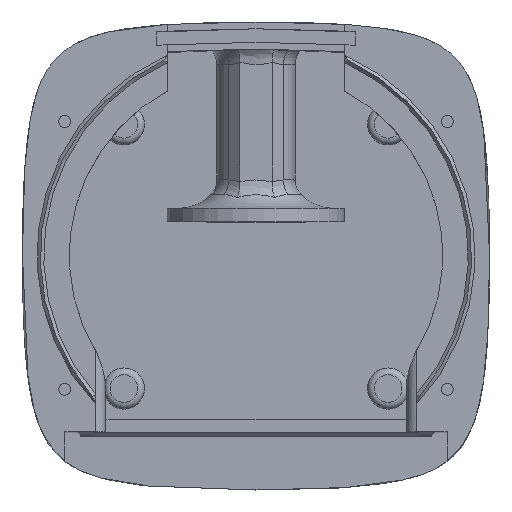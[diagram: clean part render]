
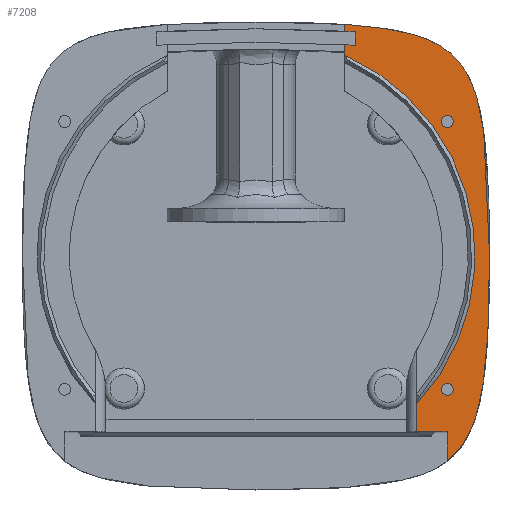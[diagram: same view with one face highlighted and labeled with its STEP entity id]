
A CAD part, top view. The second image highlights one B-rep face of the part: STEP entity #7208.
In plain terms, the highlighted planar face has unit normal (0, 0, 1).
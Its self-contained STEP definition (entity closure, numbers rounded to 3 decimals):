
#132=FACE_BOUND('',#2233,.T.);
#133=FACE_BOUND('',#2234,.T.);
#169=PLANE('',#7670);
#466=LINE('',#11045,#1125);
#467=LINE('',#11047,#1126);
#468=LINE('',#11049,#1127);
#469=LINE('',#11059,#1128);
#470=LINE('',#11066,#1129);
#471=LINE('',#11075,#1130);
#1125=VECTOR('',#8358,10.);
#1126=VECTOR('',#8359,10.);
#1127=VECTOR('',#8360,10.);
#1128=VECTOR('',#8361,10.);
#1129=VECTOR('',#8362,10.);
#1130=VECTOR('',#8363,10.);
#1804=FACE_OUTER_BOUND('',#2232,.T.);
#2232=EDGE_LOOP('',(#5177,#5178,#5179,#5180,#5181,#5182,#5183,#5184,#5185,
#5186,#5187));
#2233=EDGE_LOOP('',(#5188));
#2234=EDGE_LOOP('',(#5189));
#2681=CIRCLE('',#7667,51.6);
#2683=CIRCLE('',#7671,1.4);
#2684=CIRCLE('',#7672,1.4);
#2837=(
BOUNDED_CURVE()
B_SPLINE_CURVE(2,(#11051,#11052,#11053),.UNSPECIFIED.,.F.,.F.)
B_SPLINE_CURVE_WITH_KNOTS((3,3),(-5.216,0.),.UNSPECIFIED.)
CURVE()
GEOMETRIC_REPRESENTATION_ITEM()
RATIONAL_B_SPLINE_CURVE((1.66,1.733,1.))
REPRESENTATION_ITEM('')
);
#2838=(
BOUNDED_CURVE()
B_SPLINE_CURVE(2,(#11055,#11056,#11057),.UNSPECIFIED.,.F.,.F.)
B_SPLINE_CURVE_WITH_KNOTS((3,3),(-9.494,-1.076),
 .UNSPECIFIED.)
CURVE()
GEOMETRIC_REPRESENTATION_ITEM()
RATIONAL_B_SPLINE_CURVE((1.,2.182,1.268))
REPRESENTATION_ITEM('')
);
#2903=B_SPLINE_CURVE_WITH_KNOTS('',3,(#11061,#11062,#11063,#11064),
 .UNSPECIFIED.,.F.,.F.,(4,4),(1.084,1.275),
 .UNSPECIFIED.);
#2904=B_SPLINE_CURVE_WITH_KNOTS('',3,(#11068,#11069,#11070,#11071,#11072,
#11073,#11074),.UNSPECIFIED.,.F.,.F.,(4,3,4),(-1.297,-1.261,
-1.1),.UNSPECIFIED.);
#3231=VERTEX_POINT('',#11011);
#3236=VERTEX_POINT('',#11030);
#3239=VERTEX_POINT('',#11044);
#3240=VERTEX_POINT('',#11046);
#3241=VERTEX_POINT('',#11048);
#3242=VERTEX_POINT('',#11050);
#3243=VERTEX_POINT('',#11054);
#3244=VERTEX_POINT('',#11058);
#3245=VERTEX_POINT('',#11060);
#3246=VERTEX_POINT('',#11065);
#3247=VERTEX_POINT('',#11067);
#3248=VERTEX_POINT('',#11076);
#3249=VERTEX_POINT('',#11078);
#3986=EDGE_CURVE('',#3236,#3231,#2681,.T.);
#3990=EDGE_CURVE('',#3231,#3239,#466,.T.);
#3991=EDGE_CURVE('',#3239,#3240,#467,.T.);
#3992=EDGE_CURVE('',#3240,#3241,#468,.T.);
#3993=EDGE_CURVE('',#3241,#3242,#2837,.T.);
#3994=EDGE_CURVE('',#3242,#3243,#2838,.T.);
#3995=EDGE_CURVE('',#3243,#3244,#469,.T.);
#3996=EDGE_CURVE('',#3244,#3245,#2903,.T.);
#3997=EDGE_CURVE('',#3245,#3246,#470,.T.);
#3998=EDGE_CURVE('',#3246,#3247,#2904,.T.);
#3999=EDGE_CURVE('',#3247,#3236,#471,.T.);
#4000=EDGE_CURVE('',#3248,#3248,#2683,.T.);
#4001=EDGE_CURVE('',#3249,#3249,#2684,.T.);
#5177=ORIENTED_EDGE('',*,*,#3986,.T.);
#5178=ORIENTED_EDGE('',*,*,#3990,.T.);
#5179=ORIENTED_EDGE('',*,*,#3991,.T.);
#5180=ORIENTED_EDGE('',*,*,#3992,.T.);
#5181=ORIENTED_EDGE('',*,*,#3993,.T.);
#5182=ORIENTED_EDGE('',*,*,#3994,.T.);
#5183=ORIENTED_EDGE('',*,*,#3995,.T.);
#5184=ORIENTED_EDGE('',*,*,#3996,.T.);
#5185=ORIENTED_EDGE('',*,*,#3997,.T.);
#5186=ORIENTED_EDGE('',*,*,#3998,.T.);
#5187=ORIENTED_EDGE('',*,*,#3999,.T.);
#5188=ORIENTED_EDGE('',*,*,#4000,.T.);
#5189=ORIENTED_EDGE('',*,*,#4001,.T.);
#7208=ADVANCED_FACE('',(#1804,#132,#133),#169,.T.);
#7667=AXIS2_PLACEMENT_3D('',#11036,#8348,#8349);
#7670=AXIS2_PLACEMENT_3D('',#11043,#8356,#8357);
#7671=AXIS2_PLACEMENT_3D('',#11077,#8364,#8365);
#7672=AXIS2_PLACEMENT_3D('',#11079,#8366,#8367);
#8348=DIRECTION('center_axis',(0.,0.,-1.));
#8349=DIRECTION('ref_axis',(0.731,-0.683,0.));
#8356=DIRECTION('center_axis',(0.,0.,1.));
#8357=DIRECTION('ref_axis',(1.,0.,0.));
#8358=DIRECTION('',(0.,-1.,0.));
#8359=DIRECTION('',(1.,0.,0.));
#8360=DIRECTION('',(0.,-1.,0.));
#8361=DIRECTION('',(0.,-1.,0.));
#8362=DIRECTION('',(0.,-1.,0.));
#8363=DIRECTION('',(0.,-1.,0.));
#8364=DIRECTION('center_axis',(0.,0.,-1.));
#8365=DIRECTION('ref_axis',(-1.,0.,0.));
#8366=DIRECTION('center_axis',(0.,0.,-1.));
#8367=DIRECTION('ref_axis',(-1.,0.,0.));
#11011=CARTESIAN_POINT('',(37.7,-35.232,140.));
#11030=CARTESIAN_POINT('',(20.9,47.178,140.));
#11036=CARTESIAN_POINT('Origin',(0.,0.,
140.));
#11043=CARTESIAN_POINT('Origin',(0.,0.,140.));
#11044=CARTESIAN_POINT('',(37.7,-41.5,140.));
#11045=CARTESIAN_POINT('',(37.7,-20.75,140.));
#11046=CARTESIAN_POINT('',(45.,-41.5,140.));
#11047=CARTESIAN_POINT('',(22.5,-41.5,140.));
#11048=CARTESIAN_POINT('',(45.,-48.274,140.));
#11049=CARTESIAN_POINT('',(45.,-24.137,140.));
#11050=CARTESIAN_POINT('',(55.,0.,140.));
#11051=CARTESIAN_POINT('Ctrl Pts',(45.,-48.274,140.));
#11052=CARTESIAN_POINT('Ctrl Pts',(55.,-40.696,140.));
#11053=CARTESIAN_POINT('Ctrl Pts',(55.,0.,140.));
#11054=CARTESIAN_POINT('',(20.9,54.443,140.));
#11055=CARTESIAN_POINT('Ctrl Pts',(55.,0.,140.));
#11056=CARTESIAN_POINT('Ctrl Pts',(55.,52.143,140.));
#11057=CARTESIAN_POINT('Ctrl Pts',(20.9,54.443,140.));
#11058=CARTESIAN_POINT('',(20.9,52.839,140.));
#11059=CARTESIAN_POINT('',(20.9,27.221,140.));
#11060=CARTESIAN_POINT('',(23.4,52.649,140.));
#11061=CARTESIAN_POINT('Ctrl Pts',(20.9,52.839,140.));
#11062=CARTESIAN_POINT('Ctrl Pts',(21.776,52.779,140.));
#11063=CARTESIAN_POINT('Ctrl Pts',(22.607,52.716,140.));
#11064=CARTESIAN_POINT('Ctrl Pts',(23.4,52.649,140.));
#11065=CARTESIAN_POINT('',(23.4,49.437,140.));
#11066=CARTESIAN_POINT('',(23.4,26.324,140.));
#11067=CARTESIAN_POINT('',(20.9,49.632,140.));
#11068=CARTESIAN_POINT('Ctrl Pts',(23.4,49.437,140.));
#11069=CARTESIAN_POINT('Ctrl Pts',(23.254,49.449,140.));
#11070=CARTESIAN_POINT('Ctrl Pts',(23.106,49.462,140.));
#11071=CARTESIAN_POINT('Ctrl Pts',(22.957,49.475,140.));
#11072=CARTESIAN_POINT('Ctrl Pts',(22.3,49.529,140.));
#11073=CARTESIAN_POINT('Ctrl Pts',(21.616,49.582,140.));
#11074=CARTESIAN_POINT('Ctrl Pts',(20.9,49.632,140.));
#11075=CARTESIAN_POINT('',(20.9,24.816,140.));
#11076=CARTESIAN_POINT('',(46.453,-31.547,140.));
#11077=CARTESIAN_POINT('Origin',(45.053,-31.547,140.));
#11078=CARTESIAN_POINT('',(46.453,31.547,140.));
#11079=CARTESIAN_POINT('Origin',(45.053,31.547,140.));
